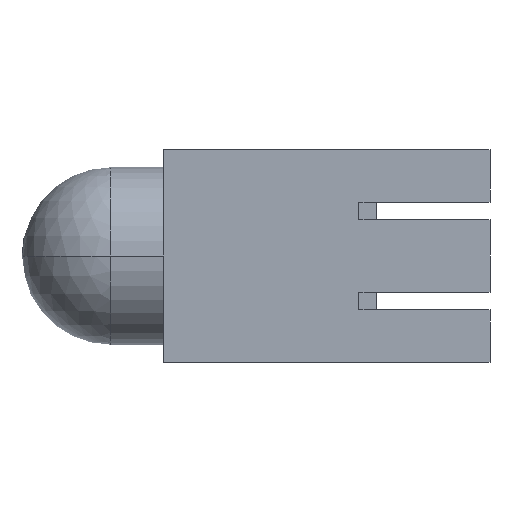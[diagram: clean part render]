
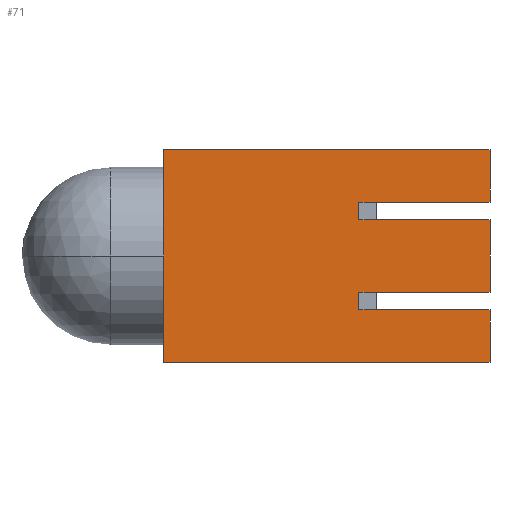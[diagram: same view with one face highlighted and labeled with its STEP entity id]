
A CAD part, front view. The second image highlights one B-rep face of the part: STEP entity #71.
In plain terms, the highlighted planar face has unit normal (0, -1, 0).
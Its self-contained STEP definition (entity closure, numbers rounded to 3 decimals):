
#70 = EDGE_LOOP ( 'NONE', ( #297, #1216, #1261, #1255, #1251, #1249, #1246, #1270, #1275, #1293, #1309, #5889, #5894, #5898, #5874, #5876 ) ) ;
#71 = ADVANCED_FACE ( 'NONE', ( #4521 ), #4506, .T. ) ;
#297 = ORIENTED_EDGE ( 'NONE', *, *, #740, .F. ) ;
#677 = VERTEX_POINT ( 'NONE', #4536 ) ;
#740 = EDGE_CURVE ( 'NONE', #677, #1239, #4577, .T. ) ;
#1216 = ORIENTED_EDGE ( 'NONE', *, *, #1241, .F. ) ;
#1232 = VERTEX_POINT ( 'NONE', #5424 ) ;
#1236 = EDGE_CURVE ( 'NONE', #1232, #1247, #5467, .T. ) ;
#1237 = EDGE_CURVE ( 'NONE', #1238, #1258, #5463, .T. ) ;
#1238 = VERTEX_POINT ( 'NONE', #5458 ) ;
#1239 = VERTEX_POINT ( 'NONE', #5457 ) ;
#1241 = EDGE_CURVE ( 'NONE', #1238, #677, #5504, .T. ) ;
#1246 = ORIENTED_EDGE ( 'NONE', *, *, #1236, .F. ) ;
#1247 = VERTEX_POINT ( 'NONE', #5498 ) ;
#1248 = EDGE_CURVE ( 'NONE', #1250, #1247, #5497, .T. ) ;
#1249 = ORIENTED_EDGE ( 'NONE', *, *, #1248, .T. ) ;
#1250 = VERTEX_POINT ( 'NONE', #5493 ) ;
#1251 = ORIENTED_EDGE ( 'NONE', *, *, #1254, .T. ) ;
#1253 = VERTEX_POINT ( 'NONE', #5492 ) ;
#1254 = EDGE_CURVE ( 'NONE', #1253, #1250, #5491, .T. ) ;
#1255 = ORIENTED_EDGE ( 'NONE', *, *, #1256, .T. ) ;
#1256 = EDGE_CURVE ( 'NONE', #1258, #1253, #5487, .T. ) ;
#1258 = VERTEX_POINT ( 'NONE', #5483 ) ;
#1261 = ORIENTED_EDGE ( 'NONE', *, *, #1237, .T. ) ;
#1270 = ORIENTED_EDGE ( 'NONE', *, *, #1283, .F. ) ;
#1271 = EDGE_CURVE ( 'NONE', #1291, #1301, #5537, .T. ) ;
#1272 = VERTEX_POINT ( 'NONE', #5533 ) ;
#1275 = ORIENTED_EDGE ( 'NONE', *, *, #1277, .F. ) ;
#1277 = EDGE_CURVE ( 'NONE', #1272, #1278, #5564, .T. ) ;
#1278 = VERTEX_POINT ( 'NONE', #5560 ) ;
#1283 = EDGE_CURVE ( 'NONE', #1278, #1232, #5550, .T. ) ;
#1291 = VERTEX_POINT ( 'NONE', #5603 ) ;
#1293 = ORIENTED_EDGE ( 'NONE', *, *, #1307, .T. ) ;
#1301 = VERTEX_POINT ( 'NONE', #5602 ) ;
#1307 = EDGE_CURVE ( 'NONE', #1272, #1291, #5601, .T. ) ;
#1309 = ORIENTED_EDGE ( 'NONE', *, *, #1271, .T. ) ;
#1319 = EDGE_CURVE ( 'NONE', #5886, #1239, #5597, .T. ) ;
#4254 = VERTEX_POINT ( 'NONE', #18710 ) ;
#4256 = VERTEX_POINT ( 'NONE', #18703 ) ;
#4262 = EDGE_CURVE ( 'NONE', #4254, #4256, #18694, .T. ) ;
#4502 = DIRECTION ( 'NONE',  ( 1., 0., 0. ) ) ;
#4503 = DIRECTION ( 'NONE',  ( 0., -1., 0. ) ) ;
#4504 = CARTESIAN_POINT ( 'NONE',  ( 9.2, 0., -3. ) ) ;
#4505 = AXIS2_PLACEMENT_3D ( 'NONE', #4504, #4503, #4502 ) ;
#4506 = PLANE ( 'NONE',  #4505 ) ;
#4521 = FACE_OUTER_BOUND ( 'NONE', #70, .T. ) ;
#4536 = CARTESIAN_POINT ( 'NONE',  ( 6., 0., -1.52 ) ) ;
#4574 = DIRECTION ( 'NONE',  ( 1., 0., 0. ) ) ;
#4575 = VECTOR ( 'NONE', #4574, 1000. ) ;
#4576 = CARTESIAN_POINT ( 'NONE',  ( 4.6, 0., -1.52 ) ) ;
#4577 = LINE ( 'NONE', #4576, #4575 ) ;
#5424 = CARTESIAN_POINT ( 'NONE',  ( 6., 0., 1.02 ) ) ;
#5457 = CARTESIAN_POINT ( 'NONE',  ( 9.2, 0., -1.52 ) ) ;
#5458 = CARTESIAN_POINT ( 'NONE',  ( 5.5, 0., -1.52 ) ) ;
#5459 = DIRECTION ( 'NONE',  ( 0., 0., 1. ) ) ;
#5460 = VECTOR ( 'NONE', #5459, 1000. ) ;
#5462 = CARTESIAN_POINT ( 'NONE',  ( 5.5, 0., -8.685 ) ) ;
#5463 = LINE ( 'NONE', #5462, #5460 ) ;
#5464 = DIRECTION ( 'NONE',  ( 1., 0., 0. ) ) ;
#5465 = VECTOR ( 'NONE', #5464, 1000. ) ;
#5466 = CARTESIAN_POINT ( 'NONE',  ( 4.6, 0., 1.02 ) ) ;
#5467 = LINE ( 'NONE', #5466, #5465 ) ;
#5483 = CARTESIAN_POINT ( 'NONE',  ( 5.5, 0., -1.02 ) ) ;
#5484 = DIRECTION ( 'NONE',  ( 1., 0., 0. ) ) ;
#5485 = VECTOR ( 'NONE', #5484, 1000. ) ;
#5486 = CARTESIAN_POINT ( 'NONE',  ( 4.6, 0., -1.02 ) ) ;
#5487 = LINE ( 'NONE', #5486, #5485 ) ;
#5488 = DIRECTION ( 'NONE',  ( 1., 0., 0. ) ) ;
#5489 = VECTOR ( 'NONE', #5488, 1000. ) ;
#5490 = CARTESIAN_POINT ( 'NONE',  ( 4.6, 0., -1.02 ) ) ;
#5491 = LINE ( 'NONE', #5490, #5489 ) ;
#5492 = CARTESIAN_POINT ( 'NONE',  ( 6., 0., -1.02 ) ) ;
#5493 = CARTESIAN_POINT ( 'NONE',  ( 9.2, 0., -1.02 ) ) ;
#5494 = DIRECTION ( 'NONE',  ( 0., 0., 1. ) ) ;
#5495 = VECTOR ( 'NONE', #5494, 1000. ) ;
#5496 = CARTESIAN_POINT ( 'NONE',  ( 9.2, 0., -3. ) ) ;
#5497 = LINE ( 'NONE', #5496, #5495 ) ;
#5498 = CARTESIAN_POINT ( 'NONE',  ( 9.2, 0., 1.02 ) ) ;
#5501 = DIRECTION ( 'NONE',  ( 1., 0., 0. ) ) ;
#5502 = VECTOR ( 'NONE', #5501, 1000. ) ;
#5503 = CARTESIAN_POINT ( 'NONE',  ( 4.6, 0., -1.52 ) ) ;
#5504 = LINE ( 'NONE', #5503, #5502 ) ;
#5533 = CARTESIAN_POINT ( 'NONE',  ( 5.5, 0., 1.52 ) ) ;
#5534 = DIRECTION ( 'NONE',  ( 1., 0., 0. ) ) ;
#5535 = VECTOR ( 'NONE', #5534, 1000. ) ;
#5536 = CARTESIAN_POINT ( 'NONE',  ( 4.6, 0., 1.52 ) ) ;
#5537 = LINE ( 'NONE', #5536, #5535 ) ;
#5547 = DIRECTION ( 'NONE',  ( 1., 0., 0. ) ) ;
#5548 = VECTOR ( 'NONE', #5547, 1000. ) ;
#5549 = CARTESIAN_POINT ( 'NONE',  ( 4.6, 0., 1.02 ) ) ;
#5550 = LINE ( 'NONE', #5549, #5548 ) ;
#5560 = CARTESIAN_POINT ( 'NONE',  ( 5.5, 0., 1.02 ) ) ;
#5561 = DIRECTION ( 'NONE',  ( 0., 0., -1. ) ) ;
#5562 = VECTOR ( 'NONE', #5561, 1000. ) ;
#5563 = CARTESIAN_POINT ( 'NONE',  ( 5.5, 0., -8.685 ) ) ;
#5564 = LINE ( 'NONE', #5563, #5562 ) ;
#5594 = DIRECTION ( 'NONE',  ( 0., 0., 1. ) ) ;
#5595 = VECTOR ( 'NONE', #5594, 1000. ) ;
#5596 = CARTESIAN_POINT ( 'NONE',  ( 9.2, 0., -3. ) ) ;
#5597 = LINE ( 'NONE', #5596, #5595 ) ;
#5598 = DIRECTION ( 'NONE',  ( 1., 0., 0. ) ) ;
#5599 = VECTOR ( 'NONE', #5598, 1000. ) ;
#5600 = CARTESIAN_POINT ( 'NONE',  ( 4.6, 0., 1.52 ) ) ;
#5601 = LINE ( 'NONE', #5600, #5599 ) ;
#5602 = CARTESIAN_POINT ( 'NONE',  ( 9.2, 0., 1.52 ) ) ;
#5603 = CARTESIAN_POINT ( 'NONE',  ( 6., 0., 1.52 ) ) ;
#5827 = EDGE_CURVE ( 'NONE', #5873, #4254, #19490, .T. ) ;
#5873 = VERTEX_POINT ( 'NONE', #19648 ) ;
#5874 = ORIENTED_EDGE ( 'NONE', *, *, #5875, .T. ) ;
#5875 = EDGE_CURVE ( 'NONE', #5873, #5886, #19649, .T. ) ;
#5876 = ORIENTED_EDGE ( 'NONE', *, *, #1319, .T. ) ;
#5886 = VERTEX_POINT ( 'NONE', #19728 ) ;
#5889 = ORIENTED_EDGE ( 'NONE', *, *, #5890, .T. ) ;
#5890 = EDGE_CURVE ( 'NONE', #1301, #4256, #19727, .T. ) ;
#5894 = ORIENTED_EDGE ( 'NONE', *, *, #4262, .F. ) ;
#5898 = ORIENTED_EDGE ( 'NONE', *, *, #5827, .F. ) ;
#18691 = DIRECTION ( 'NONE',  ( 1., 0., 0. ) ) ;
#18692 = VECTOR ( 'NONE', #18691, 1000. ) ;
#18693 = CARTESIAN_POINT ( 'NONE',  ( 9.2, 0., 3. ) ) ;
#18694 = LINE ( 'NONE', #18693, #18692 ) ;
#18703 = CARTESIAN_POINT ( 'NONE',  ( 9.2, 0., 3. ) ) ;
#18710 = CARTESIAN_POINT ( 'NONE',  ( 0., 0., 3. ) ) ;
#19487 = DIRECTION ( 'NONE',  ( 0., 0., 1. ) ) ;
#19488 = VECTOR ( 'NONE', #19487, 1000. ) ;
#19489 = CARTESIAN_POINT ( 'NONE',  ( 0., 0., -3. ) ) ;
#19490 = LINE ( 'NONE', #19489, #19488 ) ;
#19648 = CARTESIAN_POINT ( 'NONE',  ( 0., 0., -3. ) ) ;
#19649 = LINE ( 'NONE', #19699, #19698 ) ;
#19697 = DIRECTION ( 'NONE',  ( 1., 0., 0. ) ) ;
#19698 = VECTOR ( 'NONE', #19697, 1000. ) ;
#19699 = CARTESIAN_POINT ( 'NONE',  ( 9.2, 0., -3. ) ) ;
#19724 = DIRECTION ( 'NONE',  ( 0., 0., 1. ) ) ;
#19725 = VECTOR ( 'NONE', #19724, 1000. ) ;
#19726 = CARTESIAN_POINT ( 'NONE',  ( 9.2, 0., -3. ) ) ;
#19727 = LINE ( 'NONE', #19726, #19725 ) ;
#19728 = CARTESIAN_POINT ( 'NONE',  ( 9.2, 0., -3. ) ) ;
